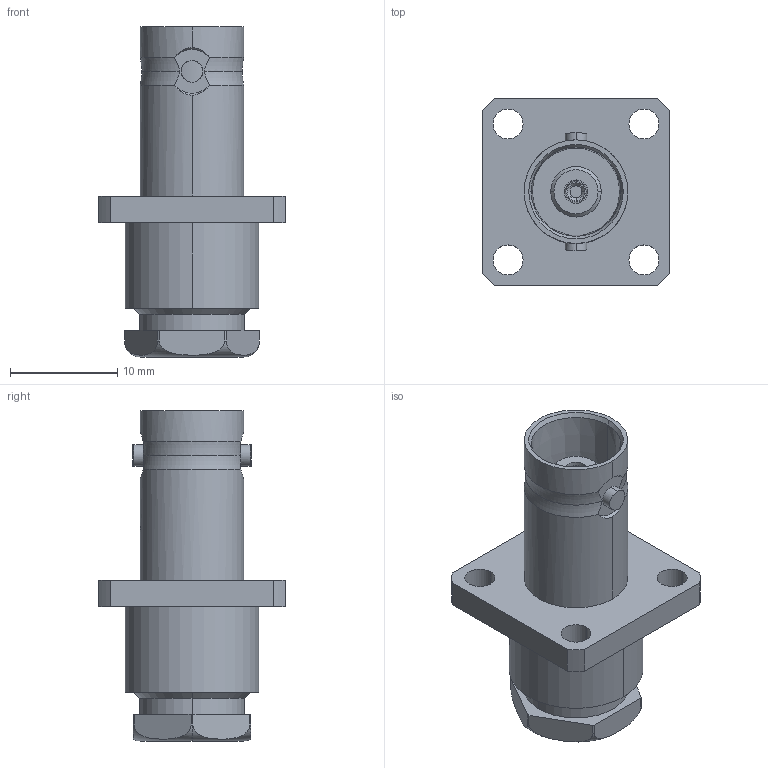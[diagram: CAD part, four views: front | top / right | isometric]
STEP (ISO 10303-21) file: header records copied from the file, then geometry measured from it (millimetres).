
FILE_DESCRIPTION (( 'STEP AP214' ), '1' );
FILE_NAME ('J01001A0611.STEP', '2018-07-12T08:19:49', ( '' ), ( '' ), 'SwSTEP 2.0', 'SolidWorks 2017', '' );
FILE_SCHEMA (( 'AUTOMOTIVE_DESIGN' ));
Length unit declared in the file: millimetre
Products named in the file (1): J01001A0611
Bounding box: 17.5 x 17.5 x 30.85 mm (x, y, z)
Volume: 2878.3 mm3; surface area: 2118.6 mm2
Topology: 1 solids, 1 shells, 147 faces, 375 edges, 244 vertices
Faces by surface type: plane 58, cylinder 57, cone 22, torus 10
Entity records: 6399 total; most frequent: CARTESIAN_POINT 1279, ORIENTED_EDGE 750, DIRECTION 725, EDGE_CURVE 375, AXIS2_PLACEMENT_3D 286, VERTEX_POINT 244, EDGE_LOOP 169, VECTOR 153
